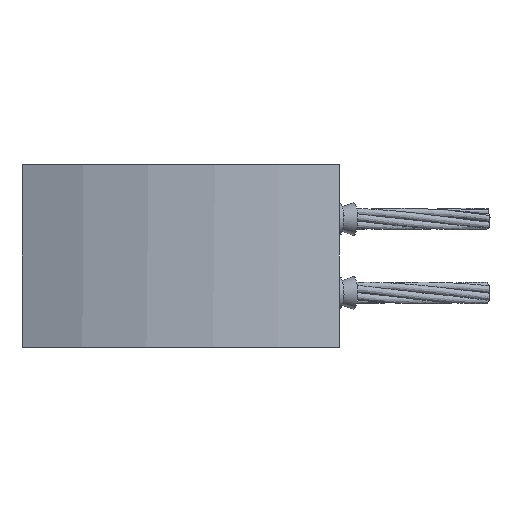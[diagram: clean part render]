
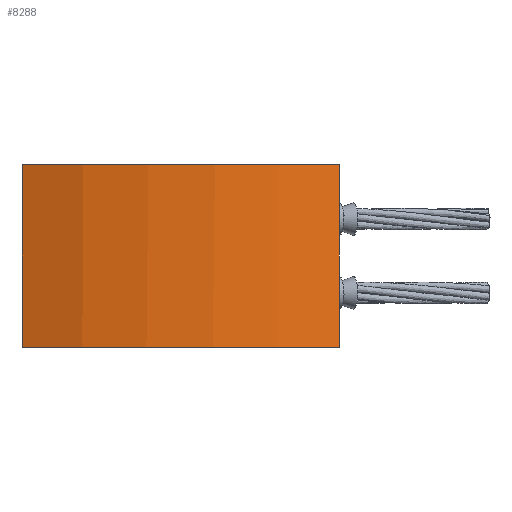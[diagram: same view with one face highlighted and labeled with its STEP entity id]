
A CAD part, front view. The second image highlights one B-rep face of the part: STEP entity #8288.
In plain terms, the highlighted free-form (B-spline) face has degree [2, 1] with [3, 2] control points.
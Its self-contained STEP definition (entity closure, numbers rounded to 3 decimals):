
#8238 = EDGE_CURVE('',#8239,#8241,#8243,.T.);
#8239 = VERTEX_POINT('',#8240);
#8240 = CARTESIAN_POINT('',(-45.322,-61.924,
    -24.648));
#8241 = VERTEX_POINT('',#8242);
#8242 = CARTESIAN_POINT('',(-45.322,-61.924,
    24.648));
#8243 = B_SPLINE_CURVE_WITH_KNOTS('',1,(#8244,#8245),.UNSPECIFIED.,.F.,
  .F.,(2,2),(-25.,25.),.PIECEWISE_BEZIER_KNOTS.);
#8244 = CARTESIAN_POINT('',(-45.322,-61.924,
    -24.648));
#8245 = CARTESIAN_POINT('',(-45.322,-61.924,
    24.648));
#8248 = VERTEX_POINT('',#8249);
#8249 = CARTESIAN_POINT('',(40.605,-61.924,
    24.648));
#8254 = EDGE_CURVE('',#8248,#8255,#8257,.T.);
#8255 = VERTEX_POINT('',#8256);
#8256 = CARTESIAN_POINT('',(40.605,-61.924,
    -24.648));
#8257 = B_SPLINE_CURVE_WITH_KNOTS('',1,(#8258,#8259),.UNSPECIFIED.,.F.,
  .F.,(2,2),(-25.,25.),.PIECEWISE_BEZIER_KNOTS.);
#8258 = CARTESIAN_POINT('',(40.605,-61.924,
    24.648));
#8259 = CARTESIAN_POINT('',(40.605,-61.924,
    -24.648));
#8278 = EDGE_CURVE('',#8255,#8239,#8279,.T.);
#8279 = ( BOUNDED_CURVE() B_SPLINE_CURVE(2,(#8280,#8281,#8282),
.UNSPECIFIED.,.F.,.F.) B_SPLINE_CURVE_WITH_KNOTS((3,3),(5.469,
6.283),.PIECEWISE_BEZIER_KNOTS.) CURVE() 
GEOMETRIC_REPRESENTATION_ITEM() RATIONAL_B_SPLINE_CURVE((1.,
0.918,1.)) REPRESENTATION_ITEM('') );
#8280 = CARTESIAN_POINT('',(40.605,-61.924,
    -24.648));
#8281 = CARTESIAN_POINT('',(-2.358,-80.461,
    -24.648));
#8282 = CARTESIAN_POINT('',(-45.322,-61.924,
    -24.648));
#8288 = ADVANCED_FACE('',(#8289),#8300,.T.);
#8289 = FACE_BOUND('',#8290,.T.);
#8290 = EDGE_LOOP('',(#8291,#8292,#8298,#8299));
#8291 = ORIENTED_EDGE('',*,*,#8254,.F.);
#8292 = ORIENTED_EDGE('',*,*,#8293,.F.);
#8293 = EDGE_CURVE('',#8241,#8248,#8294,.T.);
#8294 = ( BOUNDED_CURVE() B_SPLINE_CURVE(2,(#8295,#8296,#8297),
.UNSPECIFIED.,.F.,.F.) B_SPLINE_CURVE_WITH_KNOTS((3,3),(0.,
0.815),.PIECEWISE_BEZIER_KNOTS.) CURVE() 
GEOMETRIC_REPRESENTATION_ITEM() RATIONAL_B_SPLINE_CURVE((1.,
0.918,1.)) REPRESENTATION_ITEM('') );
#8295 = CARTESIAN_POINT('',(-45.322,-61.924,
    24.648));
#8296 = CARTESIAN_POINT('',(-2.358,-80.461,
    24.648));
#8297 = CARTESIAN_POINT('',(40.605,-61.924,
    24.648));
#8298 = ORIENTED_EDGE('',*,*,#8238,.F.);
#8299 = ORIENTED_EDGE('',*,*,#8278,.F.);
#8300 = ( BOUNDED_SURFACE() B_SPLINE_SURFACE(2,1,(
    (#8301,#8302)
    ,(#8303,#8304)
    ,(#8305,#8306
)),.UNSPECIFIED.,.F.,.F.,.F.) B_SPLINE_SURFACE_WITH_KNOTS((3,3),(2,2),(
    0.,0.815),(-25.,25.),.PIECEWISE_BEZIER_KNOTS.) 
GEOMETRIC_REPRESENTATION_ITEM() RATIONAL_B_SPLINE_SURFACE((
    (1.,1.)
    ,(0.918,0.918)
,(1.,1.))) REPRESENTATION_ITEM('') SURFACE() );
#8301 = CARTESIAN_POINT('',(-45.322,-61.924,
    -24.648));
#8302 = CARTESIAN_POINT('',(-45.322,-61.924,
    24.648));
#8303 = CARTESIAN_POINT('',(-2.358,-80.461,
    -24.648));
#8304 = CARTESIAN_POINT('',(-2.358,-80.461,
    24.648));
#8305 = CARTESIAN_POINT('',(40.605,-61.924,
    -24.648));
#8306 = CARTESIAN_POINT('',(40.605,-61.924,
    24.648));
